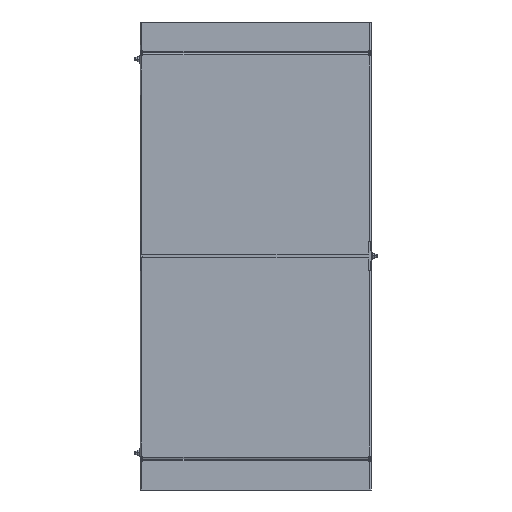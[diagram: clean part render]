
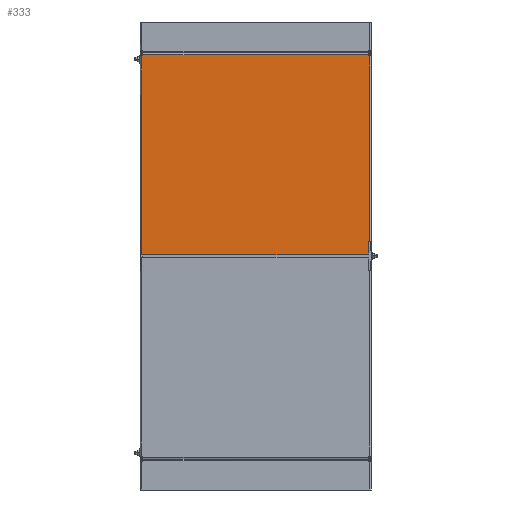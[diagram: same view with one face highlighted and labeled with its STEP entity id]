
A CAD part, front view. The second image highlights one B-rep face of the part: STEP entity #333.
In plain terms, the highlighted planar face has unit normal (0, -1, 0).
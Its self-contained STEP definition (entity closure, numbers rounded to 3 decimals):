
#333=ADVANCED_FACE('',(#1284),#15690,.T.);
#1284=FACE_OUTER_BOUND('',#2415,.T.);
#2415=EDGE_LOOP('',(#4617,#4618,#4619,#4620,#4621,#4622,#4623,#4624,#4625,
#4626,#4627));
#4617=ORIENTED_EDGE('',*,*,#8822,.F.);
#4618=ORIENTED_EDGE('',*,*,#9057,.T.);
#4619=ORIENTED_EDGE('',*,*,#9058,.T.);
#4620=ORIENTED_EDGE('',*,*,#9059,.T.);
#4621=ORIENTED_EDGE('',*,*,#9060,.T.);
#4622=ORIENTED_EDGE('',*,*,#9061,.T.);
#4623=ORIENTED_EDGE('',*,*,#9062,.T.);
#4624=ORIENTED_EDGE('',*,*,#9063,.T.);
#4625=ORIENTED_EDGE('',*,*,#9362,.T.);
#4626=ORIENTED_EDGE('',*,*,#9064,.T.);
#4627=ORIENTED_EDGE('',*,*,#8398,.F.);
#8398=EDGE_CURVE('',#13530,#13531,#12223,.T.);
#8822=EDGE_CURVE('',#14298,#13530,#12574,.T.);
#9057=EDGE_CURVE('',#14298,#14309,#12588,.T.);
#9058=EDGE_CURVE('',#14309,#14310,#12589,.T.);
#9059=EDGE_CURVE('',#14310,#14311,#12590,.T.);
#9060=EDGE_CURVE('',#14311,#14312,#12591,.T.);
#9061=EDGE_CURVE('',#14312,#14313,#12592,.T.);
#9062=EDGE_CURVE('',#14313,#14314,#12593,.T.);
#9063=EDGE_CURVE('',#14314,#14315,#12594,.T.);
#9064=EDGE_CURVE('',#14316,#13531,#12595,.T.);
#9362=EDGE_CURVE('',#14315,#14316,#11383,.T.);
#11383=(
BOUNDED_CURVE()
B_SPLINE_CURVE(2,(#26115,#26116,#26117),.UNSPECIFIED.,.F.,.F.)
B_SPLINE_CURVE_WITH_KNOTS((3,3),(0.,1.571),.UNSPECIFIED.)
CURVE()
GEOMETRIC_REPRESENTATION_ITEM()
RATIONAL_B_SPLINE_CURVE((1.,0.707,1.))
REPRESENTATION_ITEM('')
);
#12223=B_SPLINE_CURVE_WITH_KNOTS('',1,(#23810,#23811),.UNSPECIFIED.,.F.,
 .F.,(2,2),(-1.75,0.),.UNSPECIFIED.);
#12574=B_SPLINE_CURVE_WITH_KNOTS('',1,(#24773,#24774),.UNSPECIFIED.,.F.,
 .F.,(2,2),(0.,235.5),.UNSPECIFIED.);
#12588=B_SPLINE_CURVE_WITH_KNOTS('',1,(#25345,#25346),.UNSPECIFIED.,.F.,
 .F.,(2,2),(-2.3,0.),.UNSPECIFIED.);
#12589=B_SPLINE_CURVE_WITH_KNOTS('',1,(#25347,#25348),.UNSPECIFIED.,.F.,
 .F.,(2,2),(-1.838,0.),.UNSPECIFIED.);
#12590=B_SPLINE_CURVE_WITH_KNOTS('',1,(#25349,#25350),.UNSPECIFIED.,.F.,
 .F.,(2,2),(-295.4,0.),.UNSPECIFIED.);
#12591=B_SPLINE_CURVE_WITH_KNOTS('',1,(#25351,#25352),.UNSPECIFIED.,.F.,
 .F.,(2,2),(-1.838,0.),.UNSPECIFIED.);
#12592=B_SPLINE_CURVE_WITH_KNOTS('',1,(#25353,#25354),.UNSPECIFIED.,.F.,
 .F.,(2,2),(-2.3,0.),.UNSPECIFIED.);
#12593=B_SPLINE_CURVE_WITH_KNOTS('',1,(#25355,#25356),.UNSPECIFIED.,.F.,
 .F.,(2,2),(0.,258.),.UNSPECIFIED.);
#12594=B_SPLINE_CURVE_WITH_KNOTS('',1,(#25357,#25358),.UNSPECIFIED.,.F.,
 .F.,(2,2),(-297.25,0.),.UNSPECIFIED.);
#12595=B_SPLINE_CURVE_WITH_KNOTS('',1,(#25359,#25360),.UNSPECIFIED.,.F.,
 .F.,(2,2),(-21.5,0.),.UNSPECIFIED.);
#13530=VERTEX_POINT('',#22529);
#13531=VERTEX_POINT('',#22530);
#14298=VERTEX_POINT('',#23297);
#14309=VERTEX_POINT('',#23308);
#14310=VERTEX_POINT('',#23309);
#14311=VERTEX_POINT('',#23310);
#14312=VERTEX_POINT('',#23311);
#14313=VERTEX_POINT('',#23312);
#14314=VERTEX_POINT('',#23313);
#14315=VERTEX_POINT('',#23314);
#14316=VERTEX_POINT('',#23315);
#15690=PLANE('',#16150);
#16150=AXIS2_PLACEMENT_3D('',#18107,#16576,$);
#16576=DIRECTION('',(0.,-1.,0.));
#18107=CARTESIAN_POINT('',(-200.,-1.25,762.338));
#22529=CARTESIAN_POINT('',(200.,-1.25,435.));
#22530=CARTESIAN_POINT('',(198.25,-1.25,435.));
#23297=CARTESIAN_POINT('',(200.,-1.25,760.5));
#23308=CARTESIAN_POINT('',(197.7,-1.25,760.5));
#23309=CARTESIAN_POINT('',(197.7,-1.25,762.338));
#23310=CARTESIAN_POINT('',(-197.7,-1.25,762.338));
#23311=CARTESIAN_POINT('',(-197.7,-1.25,760.5));
#23312=CARTESIAN_POINT('',(-200.,-1.25,760.5));
#23313=CARTESIAN_POINT('',(-200.,-1.25,412.5));
#23314=CARTESIAN_POINT('',(197.25,-1.25,412.5));
#23315=CARTESIAN_POINT('',(198.25,-1.25,413.5));
#23810=CARTESIAN_POINT('',(200.,-1.25,435.));
#23811=CARTESIAN_POINT('',(198.25,-1.25,435.));
#24773=CARTESIAN_POINT('',(200.,-1.25,760.5));
#24774=CARTESIAN_POINT('',(200.,-1.25,435.));
#25345=CARTESIAN_POINT('',(200.,-1.25,760.5));
#25346=CARTESIAN_POINT('',(197.7,-1.25,760.5));
#25347=CARTESIAN_POINT('',(197.7,-1.25,760.5));
#25348=CARTESIAN_POINT('',(197.7,-1.25,762.338));
#25349=CARTESIAN_POINT('',(197.7,-1.25,762.338));
#25350=CARTESIAN_POINT('',(-197.7,-1.25,762.338));
#25351=CARTESIAN_POINT('',(-197.7,-1.25,762.338));
#25352=CARTESIAN_POINT('',(-197.7,-1.25,760.5));
#25353=CARTESIAN_POINT('',(-197.7,-1.25,760.5));
#25354=CARTESIAN_POINT('',(-200.,-1.25,760.5));
#25355=CARTESIAN_POINT('',(-200.,-1.25,760.5));
#25356=CARTESIAN_POINT('',(-200.,-1.25,412.5));
#25357=CARTESIAN_POINT('',(-200.,-1.25,412.5));
#25358=CARTESIAN_POINT('',(197.25,-1.25,412.5));
#25359=CARTESIAN_POINT('',(198.25,-1.25,413.5));
#25360=CARTESIAN_POINT('',(198.25,-1.25,435.));
#26115=CARTESIAN_POINT('',(197.25,-1.25,412.5));
#26116=CARTESIAN_POINT('',(198.25,-1.25,412.5));
#26117=CARTESIAN_POINT('',(198.25,-1.25,413.5));
